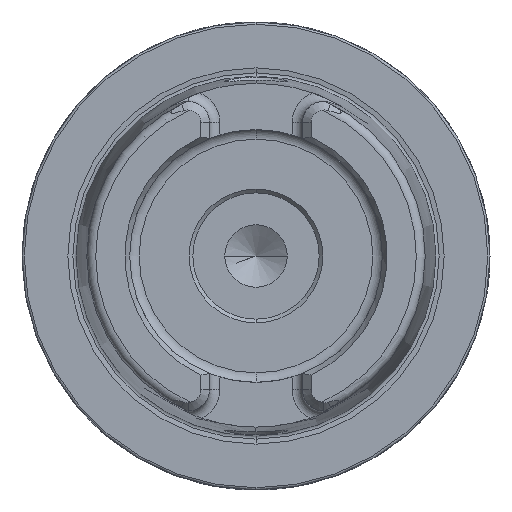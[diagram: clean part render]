
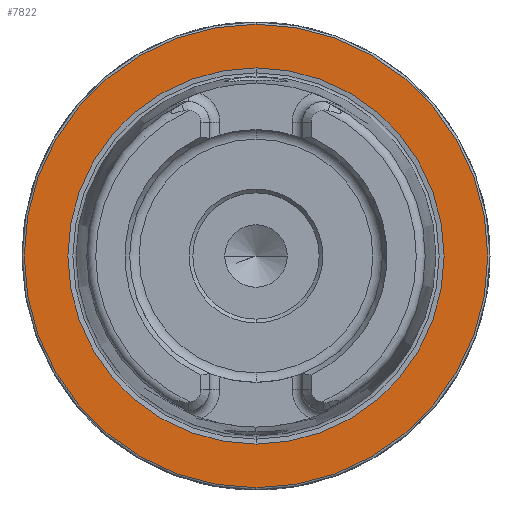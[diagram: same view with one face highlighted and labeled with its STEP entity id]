
A CAD part, left-side view. The second image highlights one B-rep face of the part: STEP entity #7822.
In plain terms, the highlighted planar face has unit normal (-1, 0, 0).
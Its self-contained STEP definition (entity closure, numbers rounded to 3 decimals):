
#94 = VERTEX_POINT ( 'NONE', #2651 ) ;
#103 = VERTEX_POINT ( 'NONE', #4986 ) ;
#106 = VERTEX_POINT ( 'NONE', #4987 ) ;
#107 = VERTEX_POINT ( 'NONE', #2312 ) ;
#1456 = AXIS2_PLACEMENT_3D ( 'NONE', #5953, #5954, #5955 ) ;
#1459 = AXIS2_PLACEMENT_3D ( 'NONE', #5962, #5963, #5964 ) ;
#1890 = CIRCLE ( 'NONE', #1456, 25.324 ) ;
#1899 = CIRCLE ( 'NONE', #1459, 31.2 ) ;
#2312 = CARTESIAN_POINT ( 'NONE',  ( 0., 0., -31.2 ) ) ;
#2651 = CARTESIAN_POINT ( 'NONE',  ( 0., 0., -25.324 ) ) ;
#3054 = CARTESIAN_POINT ( 'NONE',  ( 0., 0., 0. ) ) ;
#3055 = DIRECTION ( 'NONE',  ( -1., 0., 0. ) ) ;
#3056 = DIRECTION ( 'NONE',  ( 0., 0., 1. ) ) ;
#3057 = CARTESIAN_POINT ( 'NONE',  ( 0., 0., 0. ) ) ;
#3058 = DIRECTION ( 'NONE',  ( -1., 0., 0. ) ) ;
#3059 = DIRECTION ( 'NONE',  ( 0., 0., 1. ) ) ;
#4123 = CIRCLE ( 'NONE', #5223, 31.2 ) ;
#4127 = CIRCLE ( 'NONE', #5224, 25.324 ) ;
#4986 = CARTESIAN_POINT ( 'NONE',  ( 0., 0., 25.324 ) ) ;
#4987 = CARTESIAN_POINT ( 'NONE',  ( 0., 0., 31.2 ) ) ;
#5223 = AXIS2_PLACEMENT_3D ( 'NONE', #3054, #3055, #3056 ) ;
#5224 = AXIS2_PLACEMENT_3D ( 'NONE', #3057, #3058, #3059 ) ;
#5489 = CARTESIAN_POINT ( 'NONE',  ( 0., 31.2, 0. ) ) ;
#5492 = PLANE ( 'NONE',  #6499 ) ;
#5494 = DIRECTION ( 'NONE',  ( 1., 0., 0. ) ) ;
#5495 = DIRECTION ( 'NONE',  ( 0., 0., -1. ) ) ;
#5640 = FACE_OUTER_BOUND ( 'NONE', #7360, .T. ) ;
#5643 = FACE_BOUND ( 'NONE', #7362, .T. ) ;
#5953 = CARTESIAN_POINT ( 'NONE',  ( 0., 0., 0. ) ) ;
#5954 = DIRECTION ( 'NONE',  ( -1., 0., 0. ) ) ;
#5955 = DIRECTION ( 'NONE',  ( 0., 0., 1. ) ) ;
#5962 = CARTESIAN_POINT ( 'NONE',  ( 0., 0., 0. ) ) ;
#5963 = DIRECTION ( 'NONE',  ( -1., 0., 0. ) ) ;
#5964 = DIRECTION ( 'NONE',  ( 0., 0., 1. ) ) ;
#6499 = AXIS2_PLACEMENT_3D ( 'NONE', #5489, #5494, #5495 ) ;
#6941 = ORIENTED_EDGE ( 'NONE', *, *, #8537, .F. ) ;
#6942 = ORIENTED_EDGE ( 'NONE', *, *, #8643, .F. ) ;
#6943 = ORIENTED_EDGE ( 'NONE', *, *, #8647, .T. ) ;
#6944 = ORIENTED_EDGE ( 'NONE', *, *, #8536, .T. ) ;
#7360 = EDGE_LOOP ( 'NONE', ( #6943, #6944 ) ) ;
#7362 = EDGE_LOOP ( 'NONE', ( #6941, #6942 ) ) ;
#7822 = ADVANCED_FACE ( 'NONE', ( #5643, #5640 ), #5492, .F. ) ;
#8536 = EDGE_CURVE ( 'NONE', #107, #106, #4123, .T. ) ;
#8537 = EDGE_CURVE ( 'NONE', #103, #94, #4127, .T. ) ;
#8643 = EDGE_CURVE ( 'NONE', #94, #103, #1890, .T. ) ;
#8647 = EDGE_CURVE ( 'NONE', #106, #107, #1899, .T. ) ;
